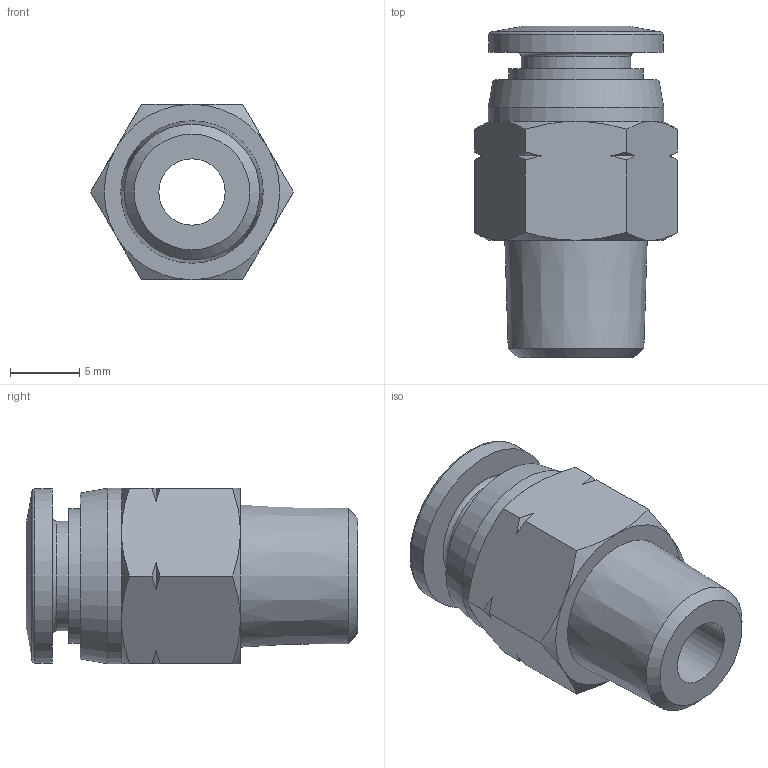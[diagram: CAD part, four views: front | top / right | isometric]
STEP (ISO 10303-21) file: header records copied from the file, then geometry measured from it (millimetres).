
FILE_DESCRIPTION((''),'2;1');
FILE_NAME('CDC Products 3D Ass''PC1-4--N01.stp','2010-05-03T13:31:47',('Microsoft'),(''),'Autodesk Inventor 2008','Autodesk Inventor 2008','');
FILE_SCHEMA(('AUTOMOTIVE_DESIGN { 1 0 10303 214 1 1 1 1 }'));
Length unit declared in the file: millimetre
Products named in the file (1): PC1-4--N01
Bounding box: 14.66 x 24 x 12.7 mm (x, y, z)
Volume: 1863.7 mm3; surface area: 1670.9 mm2
Topology: 1 solids, 1 shells, 50 faces, 112 edges, 68 vertices
Faces by surface type: cone 29, plane 12, cylinder 6, torus 2, bspline 1
Full cylindrical faces by diameter (mm): 4.8 x1, 6.55 x1, 7.95 x1, 9.7 x1, 12.6 x1, 12.7 x1
Entity records: 1316 total; most frequent: CARTESIAN_POINT 355, ORIENTED_EDGE 194, DIRECTION 186, EDGE_CURVE 97, AXIS2_PLACEMENT_3D 87, EDGE_LOOP 70, VERTEX_POINT 67, FACE_OUTER_BOUND 50
